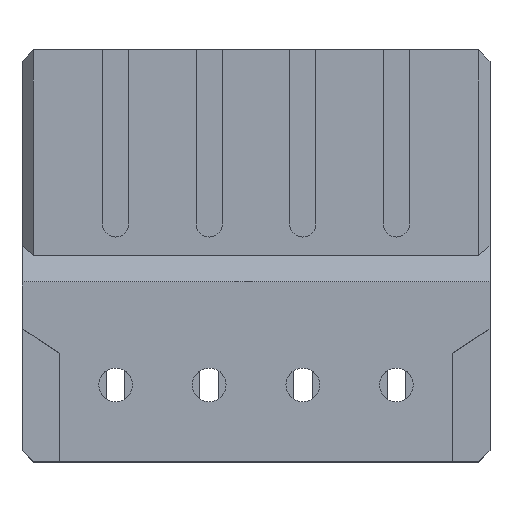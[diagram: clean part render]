
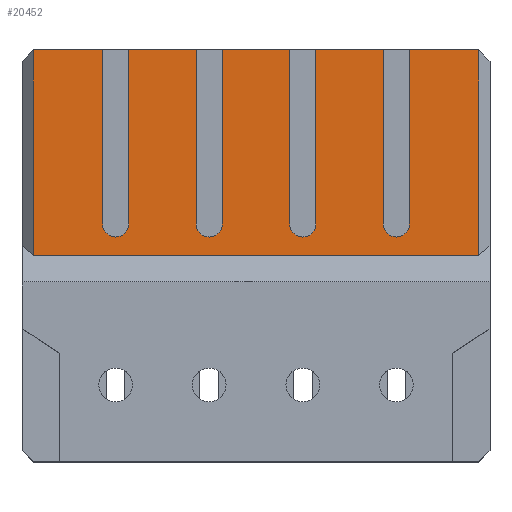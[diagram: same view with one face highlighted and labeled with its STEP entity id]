
A CAD part, top view. The second image highlights one B-rep face of the part: STEP entity #20452.
In plain terms, the highlighted planar face has unit normal (0, 0, 1).
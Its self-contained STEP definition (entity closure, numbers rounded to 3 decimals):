
#339=CIRCLE('',#21138,0.35);
#341=CIRCLE('',#21144,0.35);
#343=CIRCLE('',#21150,0.35);
#345=CIRCLE('',#21156,0.35);
#1973=ORIENTED_EDGE('',*,*,#5723,.F.);
#1974=ORIENTED_EDGE('',*,*,#5564,.T.);
#1975=ORIENTED_EDGE('',*,*,#6085,.T.);
#1976=ORIENTED_EDGE('',*,*,#5558,.T.);
#1977=ORIENTED_EDGE('',*,*,#5727,.F.);
#1978=ORIENTED_EDGE('',*,*,#5683,.F.);
#1979=ORIENTED_EDGE('',*,*,#5676,.T.);
#1980=ORIENTED_EDGE('',*,*,#5681,.F.);
#1981=ORIENTED_EDGE('',*,*,#5726,.F.);
#1982=ORIENTED_EDGE('',*,*,#5672,.F.);
#1983=ORIENTED_EDGE('',*,*,#5665,.T.);
#1984=ORIENTED_EDGE('',*,*,#5670,.F.);
#1985=ORIENTED_EDGE('',*,*,#5725,.F.);
#1986=ORIENTED_EDGE('',*,*,#5661,.F.);
#1987=ORIENTED_EDGE('',*,*,#5654,.T.);
#1988=ORIENTED_EDGE('',*,*,#5659,.F.);
#1989=ORIENTED_EDGE('',*,*,#5724,.F.);
#1990=ORIENTED_EDGE('',*,*,#5650,.F.);
#1991=ORIENTED_EDGE('',*,*,#5643,.T.);
#1992=ORIENTED_EDGE('',*,*,#5648,.F.);
#5558=EDGE_CURVE('',#7832,#7830,#9334,.T.);
#5564=EDGE_CURVE('',#7834,#7839,#9340,.T.);
#5643=EDGE_CURVE('',#7899,#7898,#339,.T.);
#5648=EDGE_CURVE('',#7902,#7898,#9410,.T.);
#5650=EDGE_CURVE('',#7899,#7903,#9412,.T.);
#5654=EDGE_CURVE('',#7907,#7906,#341,.T.);
#5659=EDGE_CURVE('',#7910,#7906,#9419,.T.);
#5661=EDGE_CURVE('',#7907,#7911,#9421,.T.);
#5665=EDGE_CURVE('',#7915,#7914,#343,.T.);
#5670=EDGE_CURVE('',#7918,#7914,#9428,.T.);
#5672=EDGE_CURVE('',#7915,#7919,#9430,.T.);
#5676=EDGE_CURVE('',#7923,#7922,#345,.T.);
#5681=EDGE_CURVE('',#7926,#7922,#9437,.T.);
#5683=EDGE_CURVE('',#7923,#7927,#9439,.T.);
#5723=EDGE_CURVE('',#7834,#7902,#9476,.T.);
#5724=EDGE_CURVE('',#7903,#7910,#9477,.T.);
#5725=EDGE_CURVE('',#7911,#7918,#9478,.T.);
#5726=EDGE_CURVE('',#7919,#7926,#9479,.T.);
#5727=EDGE_CURVE('',#7927,#7830,#9480,.T.);
#6085=EDGE_CURVE('',#7839,#7832,#9820,.T.);
#7830=VERTEX_POINT('',#27118);
#7832=VERTEX_POINT('',#27124);
#7834=VERTEX_POINT('',#27130);
#7839=VERTEX_POINT('',#27140);
#7898=VERTEX_POINT('',#27301);
#7899=VERTEX_POINT('',#27303);
#7902=VERTEX_POINT('',#27313);
#7903=VERTEX_POINT('',#27317);
#7906=VERTEX_POINT('',#27324);
#7907=VERTEX_POINT('',#27326);
#7910=VERTEX_POINT('',#27336);
#7911=VERTEX_POINT('',#27340);
#7914=VERTEX_POINT('',#27347);
#7915=VERTEX_POINT('',#27349);
#7918=VERTEX_POINT('',#27359);
#7919=VERTEX_POINT('',#27363);
#7922=VERTEX_POINT('',#27370);
#7923=VERTEX_POINT('',#27372);
#7926=VERTEX_POINT('',#27382);
#7927=VERTEX_POINT('',#27386);
#9334=LINE('',#27127,#11082);
#9340=LINE('',#27141,#11088);
#9410=LINE('',#27312,#11158);
#9412=LINE('',#27316,#11160);
#9419=LINE('',#27335,#11167);
#9421=LINE('',#27339,#11169);
#9428=LINE('',#27358,#11176);
#9430=LINE('',#27362,#11178);
#9437=LINE('',#27381,#11185);
#9439=LINE('',#27385,#11187);
#9476=LINE('',#27465,#11224);
#9477=LINE('',#27466,#11225);
#9478=LINE('',#27467,#11226);
#9479=LINE('',#27468,#11227);
#9480=LINE('',#27469,#11228);
#9820=LINE('',#28157,#11568);
#11082=VECTOR('',#22616,1000.);
#11088=VECTOR('',#22626,1000.);
#11158=VECTOR('',#22774,1000.);
#11160=VECTOR('',#22778,1000.);
#11167=VECTOR('',#22795,1000.);
#11169=VECTOR('',#22799,1000.);
#11176=VECTOR('',#22816,1000.);
#11178=VECTOR('',#22820,1000.);
#11185=VECTOR('',#22837,1000.);
#11187=VECTOR('',#22841,1000.);
#11224=VECTOR('',#22904,1000.);
#11225=VECTOR('',#22905,1000.);
#11226=VECTOR('',#22906,1000.);
#11227=VECTOR('',#22907,1000.);
#11228=VECTOR('',#22908,1000.);
#11568=VECTOR('',#23430,1000.);
#12872=EDGE_LOOP('',(#1973,#1974,#1975,#1976,#1977,#1978,#1979,#1980,#1981,
#1982,#1983,#1984,#1985,#1986,#1987,#1988,#1989,#1990,#1991,#1992));
#13706=FACE_BOUND('',#12872,.T.);
#14496=PLANE('',#21295);
#20452=ADVANCED_FACE('',(#13706),#14496,.F.);
#21138=AXIS2_PLACEMENT_3D('',#27302,#22764,#22765);
#21144=AXIS2_PLACEMENT_3D('',#27325,#22785,#22786);
#21150=AXIS2_PLACEMENT_3D('',#27348,#22806,#22807);
#21156=AXIS2_PLACEMENT_3D('',#27371,#22827,#22828);
#21295=AXIS2_PLACEMENT_3D('',#28274,#23545,#23546);
#22616=DIRECTION('',(0.,-1.,0.));
#22626=DIRECTION('',(0.,1.,0.));
#22764=DIRECTION('',(0.,0.,-1.));
#22765=DIRECTION('',(-1.,0.,0.));
#22774=DIRECTION('',(0.,1.,0.));
#22778=DIRECTION('',(0.,-1.,0.));
#22785=DIRECTION('',(0.,0.,-1.));
#22786=DIRECTION('',(-1.,0.,0.));
#22795=DIRECTION('',(0.,1.,0.));
#22799=DIRECTION('',(0.,-1.,0.));
#22806=DIRECTION('',(0.,0.,-1.));
#22807=DIRECTION('',(-1.,0.,0.));
#22816=DIRECTION('',(0.,1.,0.));
#22820=DIRECTION('',(0.,-1.,0.));
#22827=DIRECTION('',(0.,0.,-1.));
#22828=DIRECTION('',(-1.,0.,0.));
#22837=DIRECTION('',(0.,1.,0.));
#22841=DIRECTION('',(0.,-1.,0.));
#22904=DIRECTION('',(-1.,0.,0.));
#22905=DIRECTION('',(-1.,0.,0.));
#22906=DIRECTION('',(-1.,0.,0.));
#22907=DIRECTION('',(-1.,0.,0.));
#22908=DIRECTION('',(-1.,0.,0.));
#23430=DIRECTION('',(-1.,0.,0.));
#23545=DIRECTION('',(0.,0.,-1.));
#23546=DIRECTION('',(-1.,0.,0.));
#27118=CARTESIAN_POINT('',(-5.95,0.,2.925));
#27124=CARTESIAN_POINT('',(-5.95,5.5,2.925));
#27127=CARTESIAN_POINT('',(-5.95,5.5,2.925));
#27130=CARTESIAN_POINT('',(5.95,0.,2.925));
#27140=CARTESIAN_POINT('',(5.95,5.5,2.925));
#27141=CARTESIAN_POINT('',(5.95,5.5,2.925));
#27301=CARTESIAN_POINT('',(4.1,4.65,2.925));
#27302=CARTESIAN_POINT('',(3.75,4.65,2.925));
#27303=CARTESIAN_POINT('',(3.4,4.65,2.925));
#27312=CARTESIAN_POINT('',(4.1,0.,2.925));
#27313=CARTESIAN_POINT('',(4.1,0.,2.925));
#27316=CARTESIAN_POINT('',(3.4,5.,2.925));
#27317=CARTESIAN_POINT('',(3.4,0.,2.925));
#27324=CARTESIAN_POINT('',(1.6,4.65,2.925));
#27325=CARTESIAN_POINT('',(1.25,4.65,2.925));
#27326=CARTESIAN_POINT('',(0.9,4.65,2.925));
#27335=CARTESIAN_POINT('',(1.6,0.,2.925));
#27336=CARTESIAN_POINT('',(1.6,0.,2.925));
#27339=CARTESIAN_POINT('',(0.9,5.,2.925));
#27340=CARTESIAN_POINT('',(0.9,0.,2.925));
#27347=CARTESIAN_POINT('',(-0.9,4.65,2.925));
#27348=CARTESIAN_POINT('',(-1.25,4.65,2.925));
#27349=CARTESIAN_POINT('',(-1.6,4.65,2.925));
#27358=CARTESIAN_POINT('',(-0.9,0.,2.925));
#27359=CARTESIAN_POINT('',(-0.9,0.,2.925));
#27362=CARTESIAN_POINT('',(-1.6,5.,2.925));
#27363=CARTESIAN_POINT('',(-1.6,0.,2.925));
#27370=CARTESIAN_POINT('',(-3.4,4.65,2.925));
#27371=CARTESIAN_POINT('',(-3.75,4.65,2.925));
#27372=CARTESIAN_POINT('',(-4.1,4.65,2.925));
#27381=CARTESIAN_POINT('',(-3.4,0.,2.925));
#27382=CARTESIAN_POINT('',(-3.4,0.,2.925));
#27385=CARTESIAN_POINT('',(-4.1,5.,2.925));
#27386=CARTESIAN_POINT('',(-4.1,0.,2.925));
#27465=CARTESIAN_POINT('',(18.75,0.,2.925));
#27466=CARTESIAN_POINT('',(18.75,0.,2.925));
#27467=CARTESIAN_POINT('',(18.75,0.,2.925));
#27468=CARTESIAN_POINT('',(18.75,0.,2.925));
#27469=CARTESIAN_POINT('',(18.75,0.,2.925));
#28157=CARTESIAN_POINT('',(18.75,5.5,2.925));
#28274=CARTESIAN_POINT('',(18.75,5.5,2.925));
